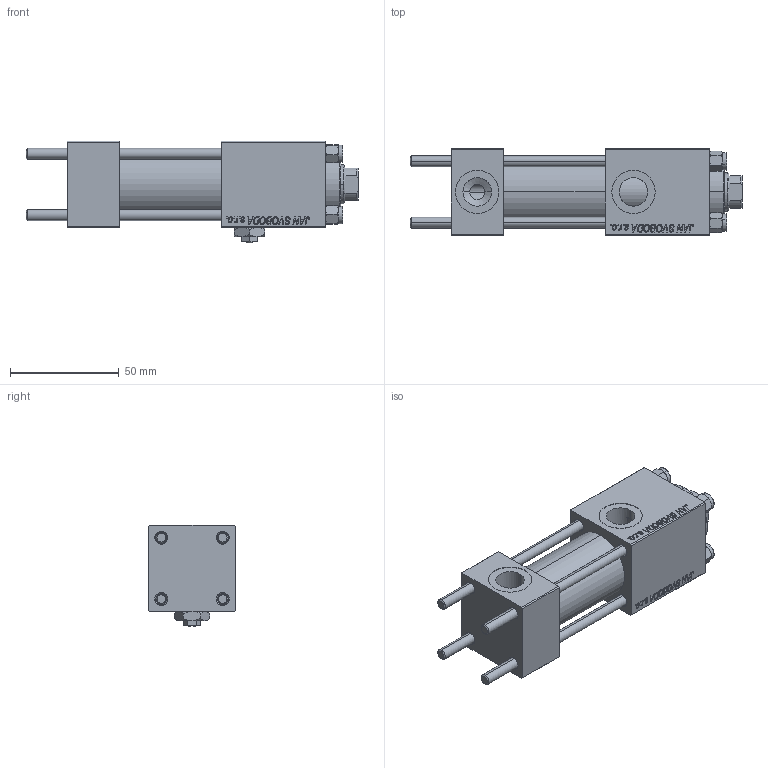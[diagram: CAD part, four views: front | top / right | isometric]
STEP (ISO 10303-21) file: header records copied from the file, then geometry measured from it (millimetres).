
FILE_DESCRIPTION (( 'STEP AP203' ), '1' );
FILE_NAME ('1cc9.STEP', '2022-04-14T13:35:12', ( '' ), ( '' ), 'SwSTEP 2.0', 'SolidWorks 2019', '' );
FILE_SCHEMA (( 'CONFIG_CONTROL_DESIGN' ));
Length unit declared in the file: millimetre
Products named in the file (7): NUT_M5 c7e2dcfd6921b56257200a774068de6b; 1cc9; Zatka_pro_OIL_PORT c7e2dcfd6921b56257200a774068de6b; V215CR_BODY_A c7e2dcfd6921b56257200a774068de6b; V215_VC_A c7e2dcfd6921b56257200a774068de6b; V215CR_VCP c7e2dcfd6921b56257200a774068de6b; CR025_012_A_0_G_A_G_M_020_+#_##_TYCINKA c7e2dcfd6921b56257200a774068de6b
Assembly tree (12 placements, depth 2):
  1cc9
    V215CR_BODY_A c7e2dcfd6921b56257200a774068de6b
    CR025_012_A_0_G_A_G_M_020_+#_##_TYCINKA c7e2dcfd6921b56257200a774068de6b  x4
    NUT_M5 c7e2dcfd6921b56257200a774068de6b  x4
    V215CR_VCP c7e2dcfd6921b56257200a774068de6b
    V215_VC_A c7e2dcfd6921b56257200a774068de6b
    Zatka_pro_OIL_PORT c7e2dcfd6921b56257200a774068de6b
Bounding box: 153 x 40 x 47 mm (x, y, z)
Volume: 151662.5 mm3; surface area: 62078.5 mm2
Topology: 12 solids, 12 shells, 1182 faces, 2969 edges, 1919 vertices
Faces by surface type: plane 542, bspline 392, cone 156, cylinder 84, torus 8
Entity records: 51594 total; most frequent: CARTESIAN_POINT 27598, ORIENTED_EDGE 5430, DIRECTION 3433, EDGE_CURVE 2715, VERTEX_POINT 1775, VECTOR 1625, LINE 1625, EDGE_LOOP 1192
